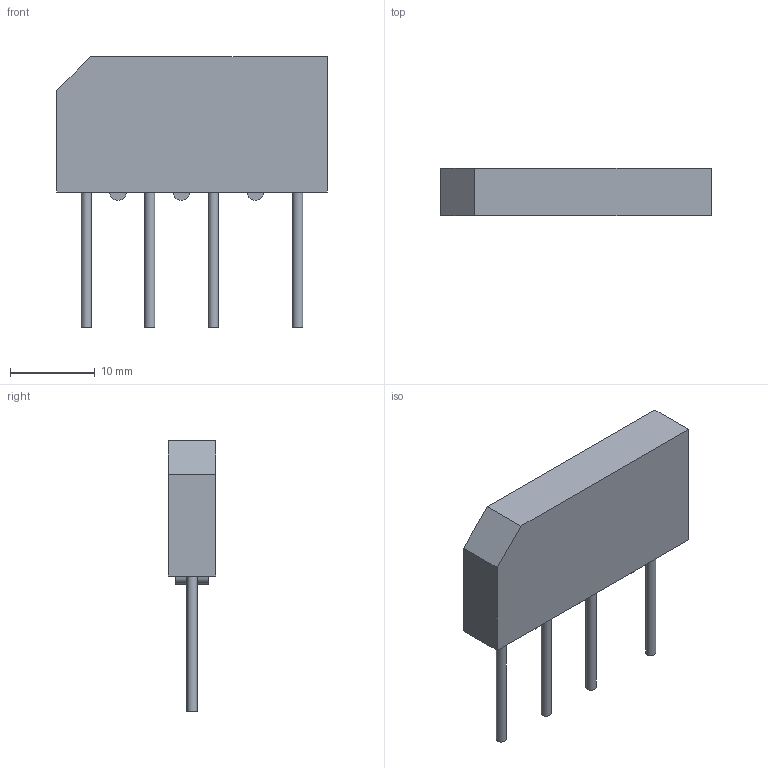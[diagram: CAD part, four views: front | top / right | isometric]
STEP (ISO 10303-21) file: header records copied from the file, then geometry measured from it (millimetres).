
FILE_DESCRIPTION(('FreeCAD Model'),'2;1');
FILE_NAME('Diode_Bridge_32.0x5.6x17.0mm_P10.0mm_P7.5mm.step','2018-01-06T13:54:05', ('kicad StepUp'),('ksu MCAD'),'Open CASCADE STEP processor 6.8', 'FreeCAD','Unknown');
FILE_SCHEMA(('AUTOMOTIVE_DESIGN_CC2 { 1 2 10303 214 -1 1 5 4 }'));
Length unit declared in the file: millimetre
Products named in the file (1): Diode_Bridge_32.0x5.6x17.0mm_P10.0mm_P7.5mm
Bounding box: 32 x 5.6 x 32 mm (x, y, z)
Volume: 2912.7 mm3; surface area: 1796.2 mm2
Topology: 1 solids, 1 shells, 24 faces, 45 edges, 30 vertices
Faces by surface type: plane 17, cylinder 7
Full cylindrical faces by diameter (mm): 1.2 x4
Entity records: 468 total; most frequent: ORIENTED_EDGE 69, CARTESIAN_POINT 53, EDGE_CURVE 45, AXIS2_PLACEMENT_3D 39, FACE_BOUND 31, EDGE_LOOP 31, LINE 31, VERTEX_POINT 30
